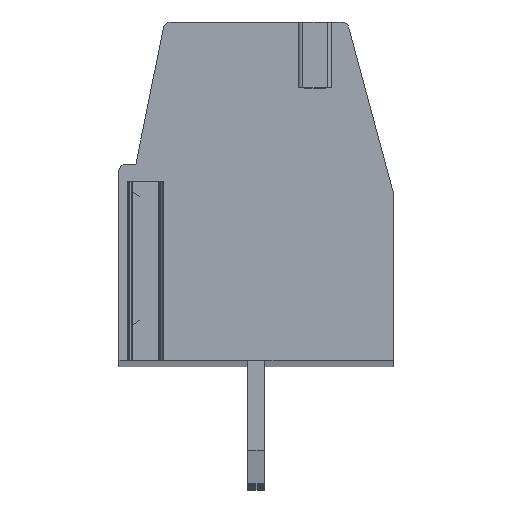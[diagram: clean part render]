
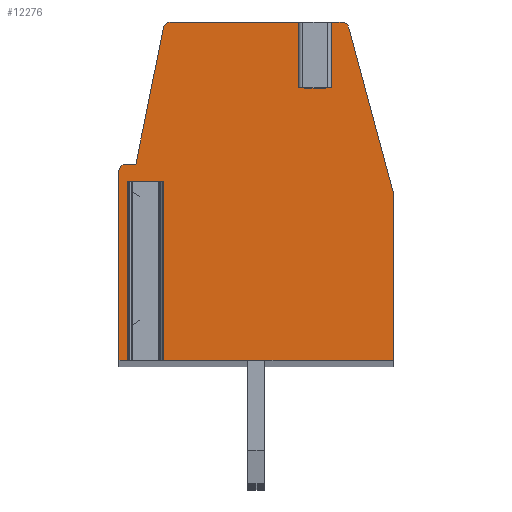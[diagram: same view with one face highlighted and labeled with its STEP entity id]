
A CAD part, top view. The second image highlights one B-rep face of the part: STEP entity #12276.
In plain terms, the highlighted planar face has unit normal (0, 0, 1).
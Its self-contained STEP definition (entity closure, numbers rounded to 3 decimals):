
#13=DIRECTION('',(-1.,0.,0.));
#14=VECTOR('',#13,1.07);
#15=CARTESIAN_POINT('',(-2.72,0.3,104.14));
#16=LINE('',#15,#14);
#17=DIRECTION('',(0.,-1.,0.));
#18=VECTOR('',#17,5.3);
#19=CARTESIAN_POINT('',(-3.79,0.3,104.14));
#20=LINE('',#19,#18);
#21=DIRECTION('',(1.,0.,0.));
#22=VECTOR('',#21,0.26);
#23=CARTESIAN_POINT('',(-4.05,-5.,104.14));
#24=LINE('',#23,#22);
#25=DIRECTION('',(0.,-1.,0.));
#26=VECTOR('',#25,5.6);
#27=CARTESIAN_POINT('',(-4.05,0.6,104.14));
#28=LINE('',#27,#26);
#29=CARTESIAN_POINT('',(-3.85,0.6,104.14));
#30=DIRECTION('',(0.,0.,1.));
#31=DIRECTION('',(0.,1.,0.));
#32=AXIS2_PLACEMENT_3D('',#29,#30,#31);
#34=DIRECTION('',(-1.,0.,0.));
#35=VECTOR('',#34,0.3);
#36=CARTESIAN_POINT('',(-3.55,0.8,104.14));
#37=LINE('',#36,#35);
#38=DIRECTION('',(-0.198,-0.98,0.));
#39=VECTOR('',#38,4.122);
#40=CARTESIAN_POINT('',(-2.732,4.84,104.14));
#41=LINE('',#40,#39);
#42=CARTESIAN_POINT('',(-2.536,4.8,104.14));
#43=DIRECTION('',(0.,0.,1.));
#44=DIRECTION('',(0.,1.,0.));
#45=AXIS2_PLACEMENT_3D('',#42,#43,#44);
#47=DIRECTION('',(-1.,0.,0.));
#48=VECTOR('',#47,3.981);
#49=CARTESIAN_POINT('',(1.445,5.,104.14));
#50=LINE('',#49,#48);
#51=DIRECTION('',(0.,-1.,0.));
#52=VECTOR('',#51,1.95);
#53=CARTESIAN_POINT('',(1.445,5.,104.14));
#54=LINE('',#53,#52);
#55=DIRECTION('',(-1.,0.,0.));
#56=VECTOR('',#55,0.6);
#57=CARTESIAN_POINT('',(2.045,3.05,104.14));
#58=LINE('',#57,#56);
#59=DIRECTION('',(0.,-1.,0.));
#60=VECTOR('',#59,1.95);
#61=CARTESIAN_POINT('',(2.045,5.,104.14));
#62=LINE('',#61,#60);
#63=DIRECTION('',(-1.,0.,0.));
#64=VECTOR('',#63,0.502);
#65=CARTESIAN_POINT('',(2.547,5.,104.14));
#66=LINE('',#65,#64);
#67=CARTESIAN_POINT('',(2.547,4.8,104.14));
#68=DIRECTION('',(0.,0.,1.));
#69=DIRECTION('',(0.965,0.261,0.));
#70=AXIS2_PLACEMENT_3D('',#67,#68,#69);
#72=DIRECTION('',(-0.261,0.965,0.));
#73=VECTOR('',#72,5.026);
#74=CARTESIAN_POINT('',(4.05,0.,104.14));
#75=LINE('',#74,#73);
#76=DIRECTION('',(0.,1.,0.));
#77=VECTOR('',#76,5.);
#78=CARTESIAN_POINT('',(4.05,-5.,104.14));
#79=LINE('',#78,#77);
#80=DIRECTION('',(1.,0.,0.));
#81=VECTOR('',#80,6.77);
#82=CARTESIAN_POINT('',(-2.72,-5.,104.14));
#83=LINE('',#82,#81);
#84=DIRECTION('',(0.,-1.,0.));
#85=VECTOR('',#84,5.3);
#86=CARTESIAN_POINT('',(-2.72,0.3,104.14));
#87=LINE('',#86,#85);
#9593=CARTESIAN_POINT('',(4.05,0.,104.14));
#9594=CARTESIAN_POINT('',(2.74,4.852,104.14));
#9595=VERTEX_POINT('',#9593);
#9596=VERTEX_POINT('',#9594);
#9597=CARTESIAN_POINT('',(2.547,5.,104.14));
#9598=VERTEX_POINT('',#9597);
#9599=CARTESIAN_POINT('',(-2.536,5.,104.14));
#9600=CARTESIAN_POINT('',(-2.732,4.84,104.14));
#9601=VERTEX_POINT('',#9599);
#9602=VERTEX_POINT('',#9600);
#9603=CARTESIAN_POINT('',(-3.55,0.8,104.14));
#9604=VERTEX_POINT('',#9603);
#9605=CARTESIAN_POINT('',(-3.85,0.8,104.14));
#9606=VERTEX_POINT('',#9605);
#9607=CARTESIAN_POINT('',(-4.05,0.6,104.14));
#9608=VERTEX_POINT('',#9607);
#9609=CARTESIAN_POINT('',(-4.05,-5.,104.14));
#9610=VERTEX_POINT('',#9609);
#9611=CARTESIAN_POINT('',(4.05,-5.,104.14));
#9612=VERTEX_POINT('',#9611);
#9673=CARTESIAN_POINT('',(2.045,3.05,104.14));
#9674=CARTESIAN_POINT('',(1.445,3.05,104.14));
#9675=VERTEX_POINT('',#9673);
#9676=VERTEX_POINT('',#9674);
#9677=CARTESIAN_POINT('',(1.445,5.,104.14));
#9678=VERTEX_POINT('',#9677);
#9679=CARTESIAN_POINT('',(2.045,5.,104.14));
#9680=VERTEX_POINT('',#9679);
#9693=CARTESIAN_POINT('',(-2.72,0.3,104.14));
#9694=CARTESIAN_POINT('',(-3.79,0.3,104.14));
#9695=VERTEX_POINT('',#9693);
#9696=VERTEX_POINT('',#9694);
#9697=CARTESIAN_POINT('',(-2.72,-5.,104.14));
#9698=VERTEX_POINT('',#9697);
#9699=CARTESIAN_POINT('',(-3.79,-5.,104.14));
#9700=VERTEX_POINT('',#9699);
#12233=CARTESIAN_POINT('',(0.,0.,104.14));
#12234=DIRECTION('',(0.,0.,1.));
#12235=DIRECTION('',(1.,0.,0.));
#12236=AXIS2_PLACEMENT_3D('',#12233,#12234,#12235);
#12237=PLANE('',#12236);
#12239=ORIENTED_EDGE('',*,*,#12238,.T.);
#12241=ORIENTED_EDGE('',*,*,#12240,.T.);
#12243=ORIENTED_EDGE('',*,*,#12242,.F.);
#12245=ORIENTED_EDGE('',*,*,#12244,.F.);
#12247=ORIENTED_EDGE('',*,*,#12246,.F.);
#12249=ORIENTED_EDGE('',*,*,#12248,.F.);
#12251=ORIENTED_EDGE('',*,*,#12250,.F.);
#12253=ORIENTED_EDGE('',*,*,#12252,.F.);
#12255=ORIENTED_EDGE('',*,*,#12254,.F.);
#12257=ORIENTED_EDGE('',*,*,#12256,.T.);
#12259=ORIENTED_EDGE('',*,*,#12258,.F.);
#12261=ORIENTED_EDGE('',*,*,#12260,.F.);
#12263=ORIENTED_EDGE('',*,*,#12262,.F.);
#12265=ORIENTED_EDGE('',*,*,#12264,.F.);
#12267=ORIENTED_EDGE('',*,*,#12266,.F.);
#12269=ORIENTED_EDGE('',*,*,#12268,.F.);
#12271=ORIENTED_EDGE('',*,*,#12270,.F.);
#12273=ORIENTED_EDGE('',*,*,#12272,.F.);
#12274=EDGE_LOOP('',(#12239,#12241,#12243,#12245,#12247,#12249,#12251,#12253,
#12255,#12257,#12259,#12261,#12263,#12265,#12267,#12269,#12271,#12273));
#12275=FACE_OUTER_BOUND('',#12274,.F.);
#33=CIRCLE('',#32,0.2);
#46=CIRCLE('',#45,0.2);
#71=CIRCLE('',#70,0.2);
#12238=EDGE_CURVE('',#9695,#9696,#16,.T.);
#12240=EDGE_CURVE('',#9696,#9700,#20,.T.);
#12242=EDGE_CURVE('',#9610,#9700,#24,.T.);
#12244=EDGE_CURVE('',#9608,#9610,#28,.T.);
#12246=EDGE_CURVE('',#9606,#9608,#33,.T.);
#12248=EDGE_CURVE('',#9604,#9606,#37,.T.);
#12250=EDGE_CURVE('',#9602,#9604,#41,.T.);
#12252=EDGE_CURVE('',#9601,#9602,#46,.T.);
#12254=EDGE_CURVE('',#9678,#9601,#50,.T.);
#12256=EDGE_CURVE('',#9678,#9676,#54,.T.);
#12258=EDGE_CURVE('',#9675,#9676,#58,.T.);
#12260=EDGE_CURVE('',#9680,#9675,#62,.T.);
#12262=EDGE_CURVE('',#9598,#9680,#66,.T.);
#12264=EDGE_CURVE('',#9596,#9598,#71,.T.);
#12266=EDGE_CURVE('',#9595,#9596,#75,.T.);
#12268=EDGE_CURVE('',#9612,#9595,#79,.T.);
#12270=EDGE_CURVE('',#9698,#9612,#83,.T.);
#12272=EDGE_CURVE('',#9695,#9698,#87,.T.);
#12276=ADVANCED_FACE('',(#12275),#12237,.T.);
